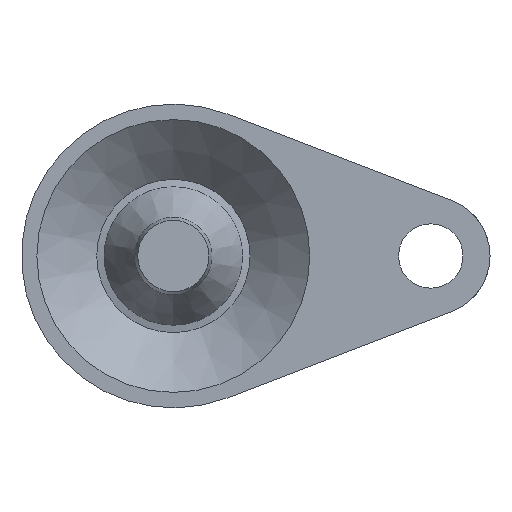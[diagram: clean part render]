
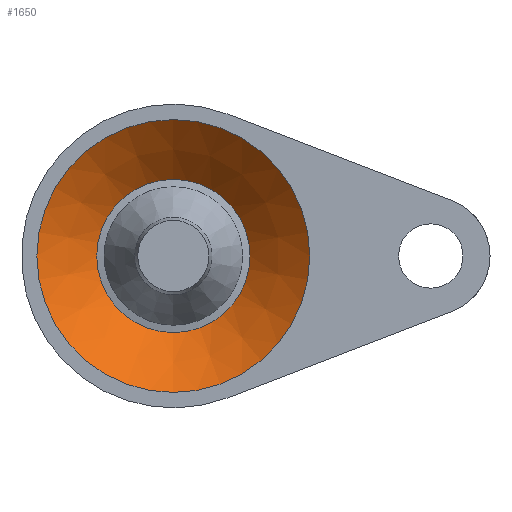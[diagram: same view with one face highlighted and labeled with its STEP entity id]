
A CAD part, front view. The second image highlights one B-rep face of the part: STEP entity #1650.
In plain terms, the highlighted conical face has half-angle 47.523 degrees and reference radius 26.5 mm.
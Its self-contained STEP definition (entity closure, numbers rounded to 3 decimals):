
#881 = CYLINDRICAL_SURFACE('',#882,26.5);
#882 = AXIS2_PLACEMENT_3D('',#883,#884,#885);
#883 = CARTESIAN_POINT('',(0.,15.13,0.));
#884 = DIRECTION('',(0.,1.,0.));
#885 = DIRECTION('',(0.,-0.,1.));
#1600 = EDGE_CURVE('',#1601,#1601,#1603,.T.);
#1601 = VERTEX_POINT('',#1602);
#1602 = CARTESIAN_POINT('',(0.,4.5,26.5));
#1603 = SURFACE_CURVE('',#1604,(#1609,#1616),.PCURVE_S1.);
#1604 = CIRCLE('',#1605,26.5);
#1605 = AXIS2_PLACEMENT_3D('',#1606,#1607,#1608);
#1606 = CARTESIAN_POINT('',(0.,4.5,0.));
#1607 = DIRECTION('',(0.,1.,0.));
#1608 = DIRECTION('',(0.,-0.,1.));
#1609 = PCURVE('',#881,#1610);
#1610 = DEFINITIONAL_REPRESENTATION('',(#1611),#1615);
#1611 = LINE('',#1612,#1613);
#1612 = CARTESIAN_POINT('',(0.,-10.63));
#1613 = VECTOR('',#1614,1.);
#1614 = DIRECTION('',(1.,0.));
#1615 = ( GEOMETRIC_REPRESENTATION_CONTEXT(2) 
PARAMETRIC_REPRESENTATION_CONTEXT() REPRESENTATION_CONTEXT('2D SPACE',''
  ) );
#1616 = PCURVE('',#1617,#1622);
#1617 = CONICAL_SURFACE('',#1618,26.5,0.829);
#1618 = AXIS2_PLACEMENT_3D('',#1619,#1620,#1621);
#1619 = CARTESIAN_POINT('',(0.,4.5,0.));
#1620 = DIRECTION('',(0.,-1.,0.));
#1621 = DIRECTION('',(0.,0.,-1.));
#1622 = DEFINITIONAL_REPRESENTATION('',(#1623),#1627);
#1623 = LINE('',#1624,#1625);
#1624 = CARTESIAN_POINT('',(9.425,0.));
#1625 = VECTOR('',#1626,1.);
#1626 = DIRECTION('',(-1.,0.));
#1627 = ( GEOMETRIC_REPRESENTATION_CONTEXT(2) 
PARAMETRIC_REPRESENTATION_CONTEXT() REPRESENTATION_CONTEXT('2D SPACE',''
  ) );
#1650 = ADVANCED_FACE('',(#1651),#1617,.F.);
#1651 = FACE_BOUND('',#1652,.F.);
#1652 = EDGE_LOOP('',(#1653,#1682,#1702,#1703));
#1653 = ORIENTED_EDGE('',*,*,#1654,.F.);
#1654 = EDGE_CURVE('',#1655,#1655,#1657,.T.);
#1655 = VERTEX_POINT('',#1656);
#1656 = CARTESIAN_POINT('',(0.,15.13,14.89));
#1657 = SURFACE_CURVE('',#1658,(#1663,#1670),.PCURVE_S1.);
#1658 = CIRCLE('',#1659,14.89);
#1659 = AXIS2_PLACEMENT_3D('',#1660,#1661,#1662);
#1660 = CARTESIAN_POINT('',(0.,15.13,0.));
#1661 = DIRECTION('',(0.,1.,0.));
#1662 = DIRECTION('',(0.,-0.,1.));
#1663 = PCURVE('',#1617,#1664);
#1664 = DEFINITIONAL_REPRESENTATION('',(#1665),#1669);
#1665 = LINE('',#1666,#1667);
#1666 = CARTESIAN_POINT('',(9.425,-10.63));
#1667 = VECTOR('',#1668,1.);
#1668 = DIRECTION('',(-1.,0.));
#1669 = ( GEOMETRIC_REPRESENTATION_CONTEXT(2) 
PARAMETRIC_REPRESENTATION_CONTEXT() REPRESENTATION_CONTEXT('2D SPACE',''
  ) );
#1670 = PCURVE('',#1671,#1676);
#1671 = CONICAL_SURFACE('',#1672,14.89,1.352);
#1672 = AXIS2_PLACEMENT_3D('',#1673,#1674,#1675);
#1673 = CARTESIAN_POINT('',(0.,15.13,0.));
#1674 = DIRECTION('',(0.,1.,0.));
#1675 = DIRECTION('',(0.,-0.,1.));
#1676 = DEFINITIONAL_REPRESENTATION('',(#1677),#1681);
#1677 = LINE('',#1678,#1679);
#1678 = CARTESIAN_POINT('',(0.,0.));
#1679 = VECTOR('',#1680,1.);
#1680 = DIRECTION('',(1.,0.));
#1681 = ( GEOMETRIC_REPRESENTATION_CONTEXT(2) 
PARAMETRIC_REPRESENTATION_CONTEXT() REPRESENTATION_CONTEXT('2D SPACE',''
  ) );
#1682 = ORIENTED_EDGE('',*,*,#1683,.T.);
#1683 = EDGE_CURVE('',#1655,#1601,#1684,.T.);
#1684 = SEAM_CURVE('',#1685,(#1688,#1695),.PCURVE_S1.);
#1685 = B_SPLINE_CURVE_WITH_KNOTS('',1,(#1686,#1687),.UNSPECIFIED.,.F.,
  .F.,(2,2),(-15.741,0.),.PIECEWISE_BEZIER_KNOTS.);
#1686 = CARTESIAN_POINT('',(0.,15.13,14.89));
#1687 = CARTESIAN_POINT('',(0.,4.5,26.5));
#1688 = PCURVE('',#1617,#1689);
#1689 = DEFINITIONAL_REPRESENTATION('',(#1690),#1694);
#1690 = LINE('',#1691,#1692);
#1691 = CARTESIAN_POINT('',(9.425,0.));
#1692 = VECTOR('',#1693,1.);
#1693 = DIRECTION('',(0.,1.));
#1694 = ( GEOMETRIC_REPRESENTATION_CONTEXT(2) 
PARAMETRIC_REPRESENTATION_CONTEXT() REPRESENTATION_CONTEXT('2D SPACE',''
  ) );
#1695 = PCURVE('',#1617,#1696);
#1696 = DEFINITIONAL_REPRESENTATION('',(#1697),#1701);
#1697 = LINE('',#1698,#1699);
#1698 = CARTESIAN_POINT('',(3.142,0.));
#1699 = VECTOR('',#1700,1.);
#1700 = DIRECTION('',(0.,1.));
#1701 = ( GEOMETRIC_REPRESENTATION_CONTEXT(2) 
PARAMETRIC_REPRESENTATION_CONTEXT() REPRESENTATION_CONTEXT('2D SPACE',''
  ) );
#1702 = ORIENTED_EDGE('',*,*,#1600,.T.);
#1703 = ORIENTED_EDGE('',*,*,#1683,.F.);
